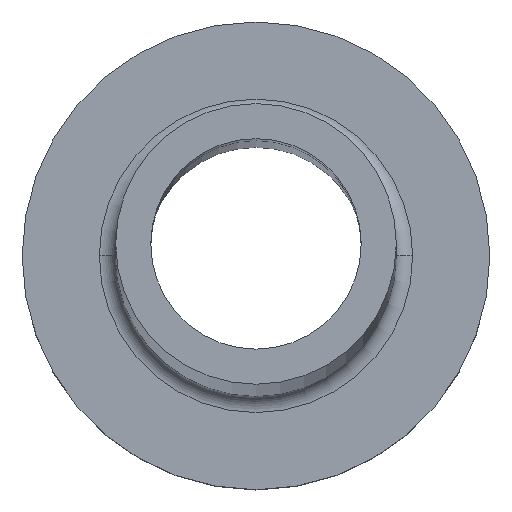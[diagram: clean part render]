
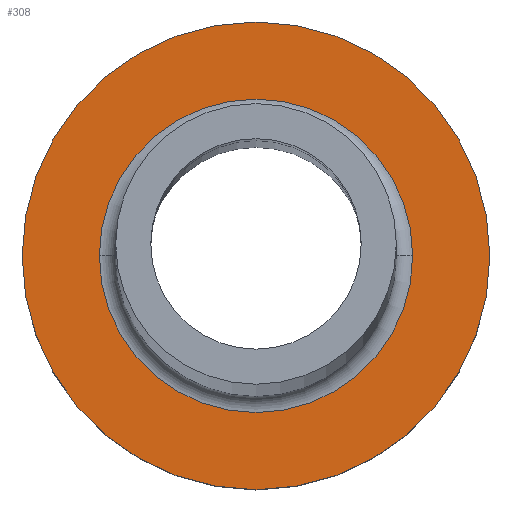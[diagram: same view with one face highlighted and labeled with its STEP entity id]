
A CAD part, top view. The second image highlights one B-rep face of the part: STEP entity #308.
In plain terms, the highlighted planar face has unit normal (0, 0, 1).
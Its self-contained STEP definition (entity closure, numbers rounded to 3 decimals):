
#27 = CIRCLE ( 'NONE', #304, 10. ) ;
#38 = EDGE_CURVE ( 'NONE', #229, #432, #152, .T. ) ;
#40 = DIRECTION ( 'NONE',  ( 0., 0., 1. ) ) ;
#59 = DIRECTION ( 'NONE',  ( 0., 0., -1. ) ) ;
#60 = CIRCLE ( 'NONE', #274, 6.7 ) ;
#73 = CARTESIAN_POINT ( 'NONE',  ( 0., 0., 7. ) ) ;
#79 = VERTEX_POINT ( 'NONE', #318 ) ;
#81 = CARTESIAN_POINT ( 'NONE',  ( 0., 0., 7. ) ) ;
#112 = VERTEX_POINT ( 'NONE', #378 ) ;
#118 = EDGE_LOOP ( 'NONE', ( #185, #393 ) ) ;
#140 = DIRECTION ( 'NONE',  ( 0., 0., 1. ) ) ;
#151 = DIRECTION ( 'NONE',  ( 1., 0., 0. ) ) ;
#152 = CIRCLE ( 'NONE', #242, 6.7 ) ;
#164 = EDGE_LOOP ( 'NONE', ( #286, #231 ) ) ;
#168 = DIRECTION ( 'NONE',  ( 1., 0., 0. ) ) ;
#185 = ORIENTED_EDGE ( 'NONE', *, *, #367, .T. ) ;
#201 = CARTESIAN_POINT ( 'NONE',  ( 6.7, 0., 7. ) ) ;
#203 = DIRECTION ( 'NONE',  ( 1., 0., 0. ) ) ;
#221 = FACE_OUTER_BOUND ( 'NONE', #118, .T. ) ;
#229 = VERTEX_POINT ( 'NONE', #201 ) ;
#231 = ORIENTED_EDGE ( 'NONE', *, *, #452, .T. ) ;
#242 = AXIS2_PLACEMENT_3D ( 'NONE', #305, #59, #203 ) ;
#254 = PLANE ( 'NONE',  #407 ) ;
#264 = DIRECTION ( 'NONE',  ( 0., 0., 1. ) ) ;
#265 = CIRCLE ( 'NONE', #280, 10. ) ;
#274 = AXIS2_PLACEMENT_3D ( 'NONE', #321, #461, #151 ) ;
#280 = AXIS2_PLACEMENT_3D ( 'NONE', #73, #264, #168 ) ;
#286 = ORIENTED_EDGE ( 'NONE', *, *, #38, .T. ) ;
#304 = AXIS2_PLACEMENT_3D ( 'NONE', #81, #40, #440 ) ;
#305 = CARTESIAN_POINT ( 'NONE',  ( 0., 0., 7. ) ) ;
#308 = ADVANCED_FACE ( 'NONE', ( #347, #221 ), #254, .T. ) ;
#318 = CARTESIAN_POINT ( 'NONE',  ( -10., 0., 7. ) ) ;
#321 = CARTESIAN_POINT ( 'NONE',  ( 0., 0., 7. ) ) ;
#324 = CARTESIAN_POINT ( 'NONE',  ( -6.7, 0., 7. ) ) ;
#339 = EDGE_CURVE ( 'NONE', #112, #79, #265, .T. ) ;
#347 = FACE_BOUND ( 'NONE', #164, .T. ) ;
#367 = EDGE_CURVE ( 'NONE', #79, #112, #27, .T. ) ;
#378 = CARTESIAN_POINT ( 'NONE',  ( 10., 0., 7. ) ) ;
#390 = DIRECTION ( 'NONE',  ( 1., 0., 0. ) ) ;
#393 = ORIENTED_EDGE ( 'NONE', *, *, #339, .T. ) ;
#407 = AXIS2_PLACEMENT_3D ( 'NONE', #417, #140, #390 ) ;
#417 = CARTESIAN_POINT ( 'NONE',  ( 0., 0., 7. ) ) ;
#432 = VERTEX_POINT ( 'NONE', #324 ) ;
#440 = DIRECTION ( 'NONE',  ( 1., 0., 0. ) ) ;
#452 = EDGE_CURVE ( 'NONE', #432, #229, #60, .T. ) ;
#461 = DIRECTION ( 'NONE',  ( 0., 0., -1. ) ) ;
